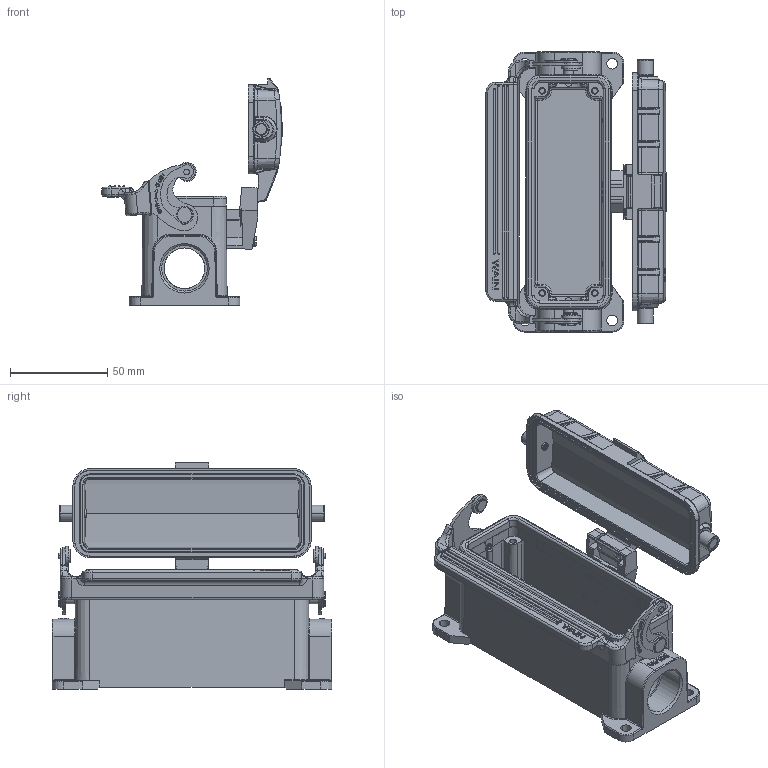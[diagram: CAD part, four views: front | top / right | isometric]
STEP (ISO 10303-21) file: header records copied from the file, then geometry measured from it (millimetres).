
FILE_DESCRIPTION(/* description */ (''),/* implementation_level */ '2;1');
FILE_NAME(/* name */ 'H24B-SF-1L SC-MCV-2M25.stp',/* time_stamp */ '2023-09-01T16:23:38+08:00',/* author */ (''),/* organization */ (''),/* preprocessor_version */ 'ST-DEVELOPER v18.1',/* originating_system */ 'SIEMENS PLM Software NX 1980',/* authorisation */ '');
FILE_SCHEMA (('AUTOMOTIVE_DESIGN { 1 0 10303 214 3 1 1 1 }'));
Products named in the file (1): 13844E1C0F40aqhq
Bounding box: 92.69 x 144 x 116.52 mm (x, y, z)
Volume: 165061.8 mm3; surface area: 107461.3 mm2
Topology: 23 solids, 32 shells, 2498 faces, 6565 edges, 4214 vertices
Faces by surface type: cylinder 1042, plane 921, torus 276, bspline 114, cone 74, extrusion 43, sphere 28
Full cylindrical faces by diameter (mm): 1.9 x2, 3 x7, 4 x2, 4.9 x2, 8 x2, 21 x2, 23.4 x2
Entity records: 103581 total; most frequent: CARTESIAN_POINT 45283, ORIENTED_EDGE 12943, DIRECTION 10375, EDGE_CURVE 6496, VERTEX_POINT 4201, AXIS2_PLACEMENT_3D 3785, VECTOR 2805, LINE 2762
